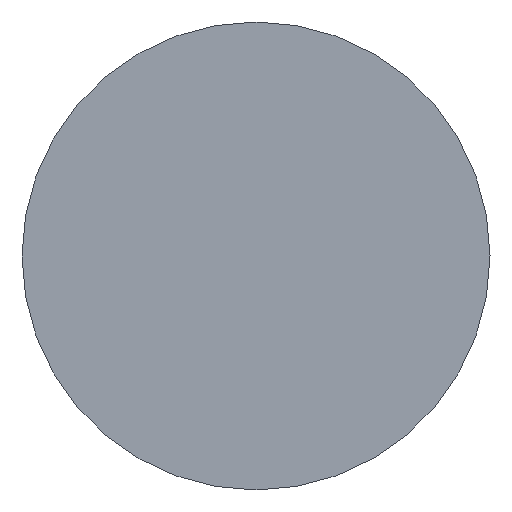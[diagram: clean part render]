
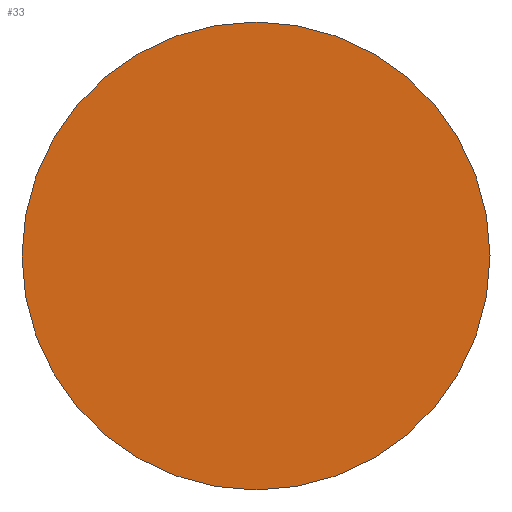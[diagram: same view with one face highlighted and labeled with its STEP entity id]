
A CAD part, left-side view. The second image highlights one B-rep face of the part: STEP entity #33.
In plain terms, the highlighted planar face has unit normal (-1, 0, 0).
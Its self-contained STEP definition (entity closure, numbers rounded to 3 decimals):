
#33=ADVANCED_FACE('',(#61),#62,.T.);
#61=FACE_OUTER_BOUND('',#81,.T.);
#62=PLANE('',#82);
#81=EDGE_LOOP('',(#105,#106));
#82=AXIS2_PLACEMENT_3D('',#107,#108,#109);
#105=ORIENTED_EDGE('',*,*,#124,.T.);
#106=ORIENTED_EDGE('',*,*,#119,.T.);
#107=CARTESIAN_POINT('',(0.0,0.0,0.0));
#108=DIRECTION('',(-1.0,0.0,0.0));
#109=DIRECTION('',(0.0,0.0,1.0));
#119=EDGE_CURVE('',#132,#129,#133,.T.);
#124=EDGE_CURVE('',#129,#132,#139,.T.);
#129=VERTEX_POINT('',#144);
#132=VERTEX_POINT('',#148);
#133=CIRCLE('',#149,14.0);
#139=CIRCLE('',#156,14.0);
#144=CARTESIAN_POINT('',(0.0,0.0,-14.0));
#148=CARTESIAN_POINT('',(0.0,0.,14.0));
#149=AXIS2_PLACEMENT_3D('',#161,#162,#163);
#156=AXIS2_PLACEMENT_3D('',#171,#172,#173);
#161=CARTESIAN_POINT('',(0.0,0.0,0.0));
#162=DIRECTION('',(-1.0,0.0,0.0));
#163=DIRECTION('',(0.0,0.0,-1.0));
#171=CARTESIAN_POINT('',(0.0,0.0,0.0));
#172=DIRECTION('',(-1.0,0.0,0.0));
#173=DIRECTION('',(0.0,0.0,-1.0));
